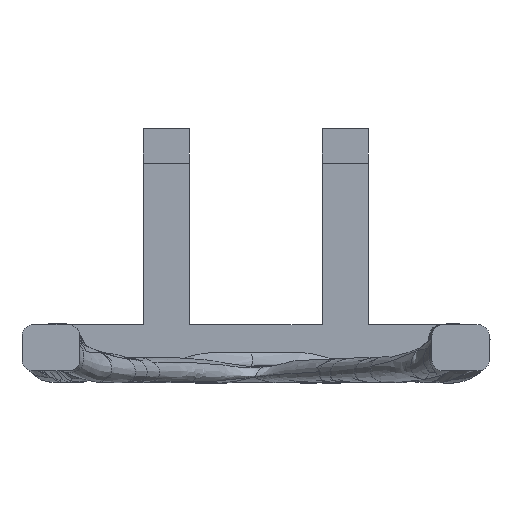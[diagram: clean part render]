
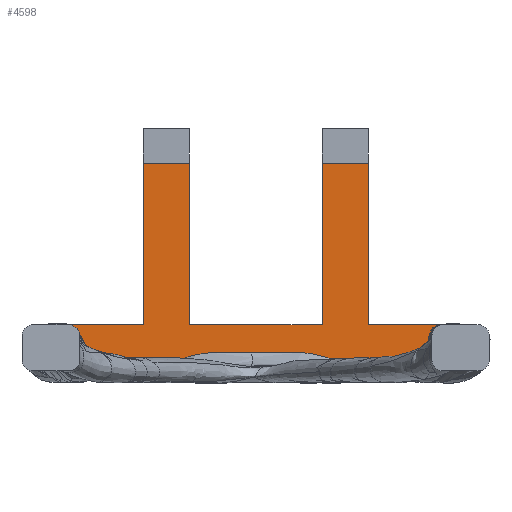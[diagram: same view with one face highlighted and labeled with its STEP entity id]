
A CAD part, front view. The second image highlights one B-rep face of the part: STEP entity #4598.
In plain terms, the highlighted planar face has unit normal (0, -1, 0).
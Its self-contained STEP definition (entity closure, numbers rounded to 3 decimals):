
#233=CIRCLE('',#4864,1.);
#247=CIRCLE('',#4890,1.);
#252=CIRCLE('',#4901,1.);
#257=CIRCLE('',#4910,1.);
#318=FACE_OUTER_BOUND('',#596,.T.);
#596=EDGE_LOOP('',(#3203,#3204,#3205,#3206,#3207,#3208,#3209,#3210,#3211,
#3212,#3213,#3214,#3215,#3216,#3217,#3218,#3219,#3220,#3221));
#843=LINE('',#5554,#1048);
#861=LINE('',#5703,#1066);
#879=LINE('',#5982,#1084);
#886=LINE('',#6097,#1091);
#908=LINE('',#6447,#1113);
#924=LINE('',#6489,#1129);
#925=LINE('',#6519,#1130);
#926=LINE('',#6521,#1131);
#927=LINE('',#6523,#1132);
#928=LINE('',#6525,#1133);
#929=LINE('',#6527,#1134);
#930=LINE('',#6529,#1135);
#931=LINE('',#6530,#1136);
#1048=VECTOR('',#5018,10.);
#1066=VECTOR('',#5052,10.);
#1084=VECTOR('',#5102,10.);
#1091=VECTOR('',#5109,10.);
#1113=VECTOR('',#5185,10.);
#1129=VECTOR('',#5217,10.);
#1130=VECTOR('',#5220,10.);
#1131=VECTOR('',#5221,10.);
#1132=VECTOR('',#5222,10.);
#1133=VECTOR('',#5223,10.);
#1134=VECTOR('',#5224,10.);
#1135=VECTOR('',#5225,10.);
#1136=VECTOR('',#5226,10.);
#1292=B_SPLINE_CURVE_WITH_KNOTS('',3,(#6492,#6493,#6494,#6495,#6496,#6497,
#6498,#6499,#6500,#6501,#6502,#6503,#6504,#6505,#6506,#6507,#6508,#6509,
#6510,#6511,#6512,#6513,#6514,#6515,#6516,#6517),.UNSPECIFIED.,.F.,.F.,
(4,2,2,2,2,2,2,2,2,2,2,2,4),(-1.677,-1.584,-1.423,
-1.327,-1.231,-1.159,-1.089,
-0.91,-0.772,-0.7,-0.456,
-0.172,0.),.UNSPECIFIED.);
#1293=B_SPLINE_CURVE_WITH_KNOTS('',3,(#6531,#6532,#6533,#6534,#6535,#6536,
#6537,#6538,#6539,#6540,#6541,#6542,#6543,#6544,#6545,#6546,#6547,#6548,
#6549,#6550),.UNSPECIFIED.,.F.,.F.,(4,2,2,2,2,2,2,2,2,4),(-0.743,
-0.447,-0.361,-0.304,-0.261,
-0.232,-0.212,-0.193,-0.169,
-0.157),.UNSPECIFIED.);
#1754=VERTEX_POINT('',#5551);
#1755=VERTEX_POINT('',#5553);
#1775=VERTEX_POINT('',#5677);
#1776=VERTEX_POINT('',#5679);
#1780=VERTEX_POINT('',#5701);
#1815=VERTEX_POINT('',#5939);
#1816=VERTEX_POINT('',#5968);
#1817=VERTEX_POINT('',#5981);
#1838=VERTEX_POINT('',#6266);
#1848=VERTEX_POINT('',#6421);
#1857=VERTEX_POINT('',#6444);
#1858=VERTEX_POINT('',#6446);
#1865=VERTEX_POINT('',#6491);
#1866=VERTEX_POINT('',#6518);
#1867=VERTEX_POINT('',#6520);
#1868=VERTEX_POINT('',#6522);
#1869=VERTEX_POINT('',#6524);
#1870=VERTEX_POINT('',#6526);
#1871=VERTEX_POINT('',#6528);
#2223=EDGE_CURVE('',#1754,#1755,#843,.T.);
#2246=EDGE_CURVE('',#1775,#1776,#233,.F.);
#2252=EDGE_CURVE('',#1780,#1775,#861,.T.);
#2292=EDGE_CURVE('',#1817,#1816,#879,.T.);
#2307=EDGE_CURVE('',#1815,#1776,#886,.T.);
#2324=EDGE_CURVE('',#1817,#1838,#247,.F.);
#2343=EDGE_CURVE('',#1848,#1754,#252,.F.);
#2354=EDGE_CURVE('',#1857,#1858,#908,.T.);
#2358=EDGE_CURVE('',#1858,#1780,#257,.F.);
#2372=EDGE_CURVE('',#1838,#1848,#924,.T.);
#2373=EDGE_CURVE('',#1815,#1865,#1292,.T.);
#2374=EDGE_CURVE('',#1866,#1857,#925,.T.);
#2375=EDGE_CURVE('',#1866,#1867,#926,.T.);
#2376=EDGE_CURVE('',#1868,#1867,#927,.T.);
#2377=EDGE_CURVE('',#1869,#1868,#928,.T.);
#2378=EDGE_CURVE('',#1870,#1869,#929,.T.);
#2379=EDGE_CURVE('',#1870,#1871,#930,.T.);
#2380=EDGE_CURVE('',#1755,#1871,#931,.T.);
#2381=EDGE_CURVE('',#1865,#1816,#1293,.T.);
#3203=ORIENTED_EDGE('',*,*,#2373,.F.);
#3204=ORIENTED_EDGE('',*,*,#2307,.T.);
#3205=ORIENTED_EDGE('',*,*,#2246,.F.);
#3206=ORIENTED_EDGE('',*,*,#2252,.F.);
#3207=ORIENTED_EDGE('',*,*,#2358,.F.);
#3208=ORIENTED_EDGE('',*,*,#2354,.F.);
#3209=ORIENTED_EDGE('',*,*,#2374,.F.);
#3210=ORIENTED_EDGE('',*,*,#2375,.T.);
#3211=ORIENTED_EDGE('',*,*,#2376,.F.);
#3212=ORIENTED_EDGE('',*,*,#2377,.F.);
#3213=ORIENTED_EDGE('',*,*,#2378,.F.);
#3214=ORIENTED_EDGE('',*,*,#2379,.T.);
#3215=ORIENTED_EDGE('',*,*,#2380,.F.);
#3216=ORIENTED_EDGE('',*,*,#2223,.F.);
#3217=ORIENTED_EDGE('',*,*,#2343,.F.);
#3218=ORIENTED_EDGE('',*,*,#2372,.F.);
#3219=ORIENTED_EDGE('',*,*,#2324,.F.);
#3220=ORIENTED_EDGE('',*,*,#2292,.T.);
#3221=ORIENTED_EDGE('',*,*,#2381,.F.);
#4519=PLANE('',#4917);
#4598=ADVANCED_FACE('',(#318),#4519,.F.);
#4864=AXIS2_PLACEMENT_3D('',#5680,#5045,#5046);
#4890=AXIS2_PLACEMENT_3D('',#6267,#5134,#5135);
#4901=AXIS2_PLACEMENT_3D('',#6423,#5163,#5164);
#4910=AXIS2_PLACEMENT_3D('',#6452,#5191,#5192);
#4917=AXIS2_PLACEMENT_3D('',#6490,#5218,#5219);
#5018=DIRECTION('',(1.,0.,0.));
#5045=DIRECTION('center_axis',(0.,1.,0.));
#5046=DIRECTION('ref_axis',(-0.707,0.,-0.707));
#5052=DIRECTION('',(0.,0.,-1.));
#5102=DIRECTION('',(1.,0.,0.));
#5109=DIRECTION('',(1.,0.,0.));
#5134=DIRECTION('center_axis',(0.,1.,0.));
#5135=DIRECTION('ref_axis',(0.707,0.,-0.707));
#5163=DIRECTION('center_axis',(0.,1.,0.));
#5164=DIRECTION('ref_axis',(0.707,0.,0.707));
#5185=DIRECTION('',(1.,0.,0.));
#5191=DIRECTION('center_axis',(0.,1.,0.));
#5192=DIRECTION('ref_axis',(-0.707,0.,0.707));
#5217=DIRECTION('',(0.,0.,1.));
#5218=DIRECTION('center_axis',(0.,1.,0.));
#5219=DIRECTION('ref_axis',(0.,0.,-1.));
#5220=DIRECTION('',(0.,0.,-1.));
#5221=DIRECTION('',(-1.,0.,0.));
#5222=DIRECTION('',(0.,0.,1.));
#5223=DIRECTION('',(1.,0.,0.));
#5224=DIRECTION('',(0.,0.,-1.));
#5225=DIRECTION('',(-1.,0.,0.));
#5226=DIRECTION('',(0.,0.,1.));
#5551=CARTESIAN_POINT('',(4.,50.,-15.));
#5553=CARTESIAN_POINT('',(10.5,50.,-15.));
#5554=CARTESIAN_POINT('',(5.,50.,-15.));
#5677=CARTESIAN_POINT('',(35.5,50.,-18.));
#5679=CARTESIAN_POINT('',(36.5,50.,-19.));
#5680=CARTESIAN_POINT('Origin',(36.5,50.,-18.));
#5701=CARTESIAN_POINT('',(35.5,50.,-16.));
#5703=CARTESIAN_POINT('',(35.5,50.,-7.5));
#5939=CARTESIAN_POINT('',(27.169,50.,-19.));
#5968=CARTESIAN_POINT('',(13.23,50.,-19.));
#5981=CARTESIAN_POINT('',(4.,50.,-19.));
#5982=CARTESIAN_POINT('',(25.125,50.,-19.));
#6097=CARTESIAN_POINT('',(25.125,50.,-19.));
#6266=CARTESIAN_POINT('',(5.,50.,-18.));
#6267=CARTESIAN_POINT('Origin',(4.,50.,-18.));
#6421=CARTESIAN_POINT('',(5.,50.,-16.));
#6423=CARTESIAN_POINT('Origin',(4.,50.,-16.));
#6444=CARTESIAN_POINT('',(30.,50.,-15.));
#6446=CARTESIAN_POINT('',(36.5,50.,-15.));
#6447=CARTESIAN_POINT('',(5.,50.,-15.));
#6452=CARTESIAN_POINT('Origin',(36.5,50.,-16.));
#6489=CARTESIAN_POINT('',(5.,50.,-7.5));
#6490=CARTESIAN_POINT('Origin',(30.,50.,-1.));
#6491=CARTESIAN_POINT('',(19.885,50.,-17.429));
#6492=CARTESIAN_POINT('Ctrl Pts',(27.169,50.,-19.));
#6493=CARTESIAN_POINT('Ctrl Pts',(27.194,50.,-18.952));
#6494=CARTESIAN_POINT('Ctrl Pts',(27.214,50.,-18.903));
#6495=CARTESIAN_POINT('Ctrl Pts',(27.257,50.,-18.771));
#6496=CARTESIAN_POINT('Ctrl Pts',(27.272,50.,-18.683));
#6497=CARTESIAN_POINT('Ctrl Pts',(27.269,50.,-18.543));
#6498=CARTESIAN_POINT('Ctrl Pts',(27.262,50.,-18.474));
#6499=CARTESIAN_POINT('Ctrl Pts',(27.205,50.,-18.321));
#6500=CARTESIAN_POINT('Ctrl Pts',(27.162,50.,-18.254));
#6501=CARTESIAN_POINT('Ctrl Pts',(27.065,50.,-18.151));
#6502=CARTESIAN_POINT('Ctrl Pts',(27.018,50.,-18.112));
#6503=CARTESIAN_POINT('Ctrl Pts',(26.92,50.,-18.044));
#6504=CARTESIAN_POINT('Ctrl Pts',(26.868,50.,-18.014));
#6505=CARTESIAN_POINT('Ctrl Pts',(26.68,50.,-17.92));
#6506=CARTESIAN_POINT('Ctrl Pts',(26.524,50.,-17.866));
#6507=CARTESIAN_POINT('Ctrl Pts',(26.234,50.,-17.78));
#6508=CARTESIAN_POINT('Ctrl Pts',(26.125,50.,-17.752));
#6509=CARTESIAN_POINT('Ctrl Pts',(25.896,50.,-17.692));
#6510=CARTESIAN_POINT('Ctrl Pts',(25.771,50.,-17.659));
#6511=CARTESIAN_POINT('Ctrl Pts',(25.311,50.,-17.544));
#6512=CARTESIAN_POINT('Ctrl Pts',(24.858,50.,-17.448));
#6513=CARTESIAN_POINT('Ctrl Pts',(23.501,50.,-17.342));
#6514=CARTESIAN_POINT('Ctrl Pts',(22.736,50.,-17.364));
#6515=CARTESIAN_POINT('Ctrl Pts',(20.95,50.,-17.415));
#6516=CARTESIAN_POINT('Ctrl Pts',(20.46,50.,-17.428));
#6517=CARTESIAN_POINT('Ctrl Pts',(19.885,50.,-17.429));
#6518=CARTESIAN_POINT('',(30.,50.,-1.));
#6519=CARTESIAN_POINT('',(30.,50.,-10.5));
#6520=CARTESIAN_POINT('',(26.,50.,-1.));
#6521=CARTESIAN_POINT('',(30.,50.,-1.));
#6522=CARTESIAN_POINT('',(26.,50.,-15.));
#6523=CARTESIAN_POINT('',(26.,50.,-10.5));
#6524=CARTESIAN_POINT('',(14.5,50.,-15.));
#6525=CARTESIAN_POINT('',(5.,50.,-15.));
#6526=CARTESIAN_POINT('',(14.5,50.,-1.));
#6527=CARTESIAN_POINT('',(14.5,50.,-10.5));
#6528=CARTESIAN_POINT('',(10.5,50.,-1.));
#6529=CARTESIAN_POINT('',(30.,50.,-1.));
#6530=CARTESIAN_POINT('',(10.5,50.,-10.5));
#6531=CARTESIAN_POINT('Ctrl Pts',(19.885,50.,-17.429));
#6532=CARTESIAN_POINT('Ctrl Pts',(18.322,50.,-17.431));
#6533=CARTESIAN_POINT('Ctrl Pts',(17.122,50.,-17.316));
#6534=CARTESIAN_POINT('Ctrl Pts',(15.518,50.,-17.497));
#6535=CARTESIAN_POINT('Ctrl Pts',(14.937,50.,-17.58));
#6536=CARTESIAN_POINT('Ctrl Pts',(13.984,50.,-17.911));
#6537=CARTESIAN_POINT('Ctrl Pts',(13.702,50.,-18.062));
#6538=CARTESIAN_POINT('Ctrl Pts',(13.409,50.,-18.246));
#6539=CARTESIAN_POINT('Ctrl Pts',(13.315,50.,-18.32));
#6540=CARTESIAN_POINT('Ctrl Pts',(13.202,50.,-18.434));
#6541=CARTESIAN_POINT('Ctrl Pts',(13.16,50.,-18.485));
#6542=CARTESIAN_POINT('Ctrl Pts',(13.11,50.,-18.582));
#6543=CARTESIAN_POINT('Ctrl Pts',(13.096,50.,-18.624));
#6544=CARTESIAN_POINT('Ctrl Pts',(13.086,50.,-18.712));
#6545=CARTESIAN_POINT('Ctrl Pts',(13.091,50.,-18.754));
#6546=CARTESIAN_POINT('Ctrl Pts',(13.118,50.,-18.847));
#6547=CARTESIAN_POINT('Ctrl Pts',(13.145,50.,-18.895));
#6548=CARTESIAN_POINT('Ctrl Pts',(13.194,50.,-18.96));
#6549=CARTESIAN_POINT('Ctrl Pts',(13.212,50.,-18.981));
#6550=CARTESIAN_POINT('Ctrl Pts',(13.23,50.,-19.));
